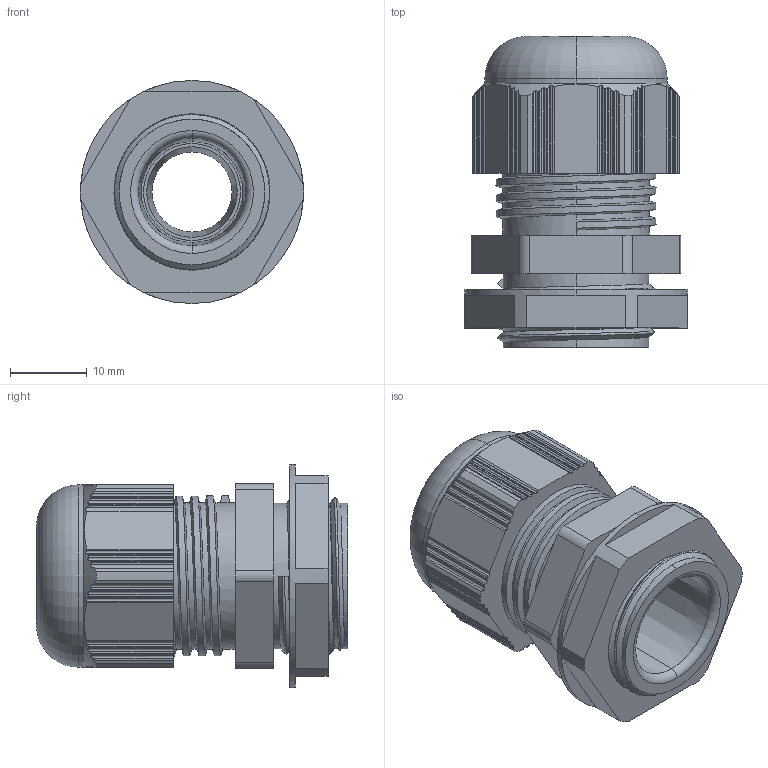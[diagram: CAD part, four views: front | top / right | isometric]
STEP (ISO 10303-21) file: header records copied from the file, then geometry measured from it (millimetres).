
FILE_DESCRIPTION (( 'STEP AP203' ), '1' );
FILE_NAME ('9052.STEP', '2020-07-28T08:08:25', ( '' ), ( '' ), 'SwSTEP 2.0', 'SolidWorks 2011', '' );
FILE_SCHEMA (( 'CONFIG_CONTROL_DESIGN' ));
Length unit declared in the file: millimetre
Products named in the file (1): 9052
Bounding box: 29 x 40.43 x 29 mm (x, y, z)
Volume: 11441.4 mm3; surface area: 7132.5 mm2
Topology: 1 solids, 1 shells, 323 faces, 885 edges, 586 vertices
Faces by surface type: cylinder 180, plane 115, bspline 12, cone 8, torus 8
Entity records: 14142 total; most frequent: CARTESIAN_POINT 6098, ORIENTED_EDGE 1770, DIRECTION 1563, EDGE_CURVE 885, VERTEX_POINT 586, AXIS2_PLACEMENT_3D 578, LINE 407, VECTOR 407
